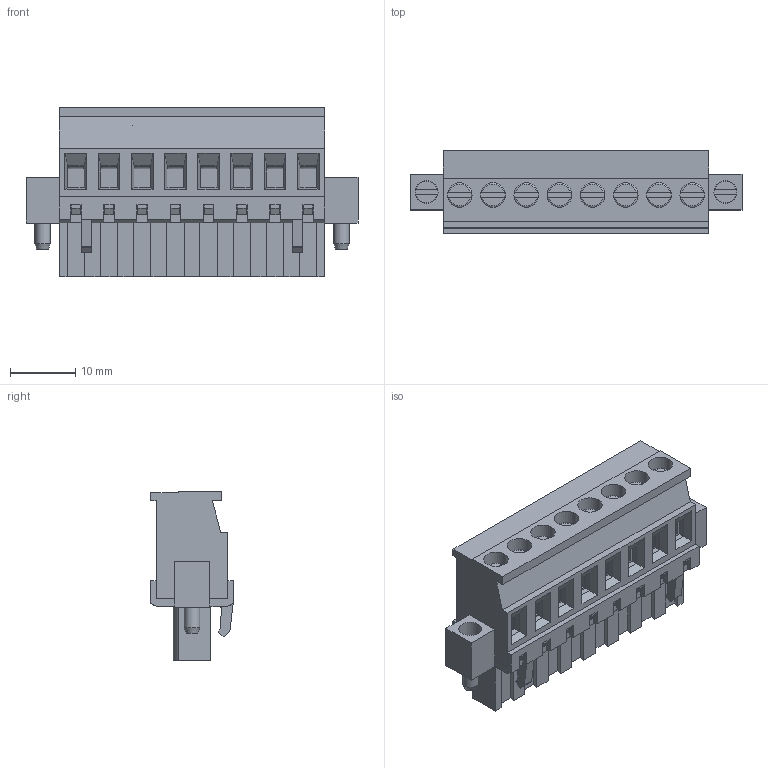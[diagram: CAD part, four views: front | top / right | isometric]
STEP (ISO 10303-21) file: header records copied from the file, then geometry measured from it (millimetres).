
FILE_DESCRIPTION( ( 'Unknown' ), '1' );
FILE_NAME( '691343510008.stp', 'Unknown', ( 'Unknown' ), ( 'Unknown' ), 'PSStep 14.0', 'Unknown', ' ' );
FILE_SCHEMA( ( 'AUTOMOTIVE_DESIGN { 1 0 10303 214 1 1 1 1 }' ) );
Length unit declared in the file: millimetre
Products named in the file (6): Assem1; 6913435100xx_CAGE; 6913435100xx; 6913435100xx_VIS_Flange; 691343510008; 691343510008_BAS
Assembly tree (28 placements, depth 2):
  Assem1
    6913435100xx_CAGE  x8
    6913435100xx  x8
    6913435100xx_VIS_Flange  x10
    691343510008
    691343510008_BAS
Bounding box: 50.8 x 12.6 x 26 mm (x, y, z)
Volume: 6524.1 mm3; surface area: 14999.2 mm2
Topology: 28 solids, 28 shells, 1708 faces, 4717 edges, 3067 vertices
Faces by surface type: plane 1314, cylinder 338, torus 30, cone 26
Full cylindrical faces by diameter (mm): 1.5 x8, 2.2 x8, 2.4 x12, 2.7 x8, 3 x8, 3.5 x2, 3.75 x8, 3.8 x10
Entity records: 38714 total; most frequent: CARTESIAN_POINT 5476, ORIENTED_EDGE 5360, DIRECTION 4882, EDGE_CURVE 2680, LINE 2478, VECTOR 2478, VERTEX_POINT 1772, AXIS2_PLACEMENT_3D 1202
